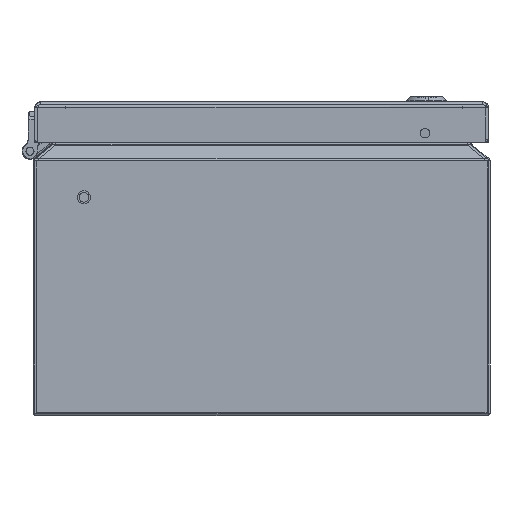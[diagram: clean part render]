
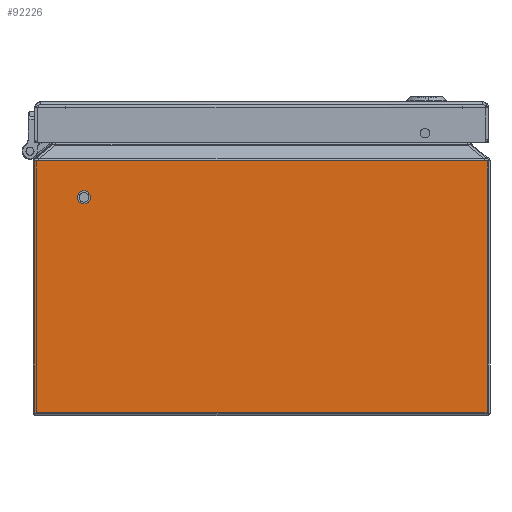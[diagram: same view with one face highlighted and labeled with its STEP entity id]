
A CAD part, front view. The second image highlights one B-rep face of the part: STEP entity #92226.
In plain terms, the highlighted planar face has unit normal (0, -1, 0).
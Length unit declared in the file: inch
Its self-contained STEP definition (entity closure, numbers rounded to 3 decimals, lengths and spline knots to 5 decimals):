
#2229 = CARTESIAN_POINT ( 'NONE',  ( 4.47, -18., 5.0437 ) ) ;
#2548 = CARTESIAN_POINT ( 'NONE',  ( 4.47, -18., 5.02012 ) ) ;
#3946 = AXIS2_PLACEMENT_3D ( 'NONE', #98065, #90524, #17592 ) ;
#6264 = ORIENTED_EDGE ( 'NONE', *, *, #46376, .T. ) ;
#6770 = CARTESIAN_POINT ( 'NONE',  ( -4.47, -18., 5.0437 ) ) ;
#7416 = ORIENTED_EDGE ( 'NONE', *, *, #84073, .T. ) ;
#8991 = CARTESIAN_POINT ( 'NONE',  ( 4.47, -18., 0.05 ) ) ;
#11943 = CARTESIAN_POINT ( 'NONE',  ( -4.47, -18., 0.05 ) ) ;
#16568 = LINE ( 'NONE', #2229, #104563 ) ;
#17592 = DIRECTION ( 'NONE',  ( 0., 0., 1. ) ) ;
#20287 = LINE ( 'NONE', #45706, #59859 ) ;
#25772 = VERTEX_POINT ( 'NONE', #2548 ) ;
#34138 = DIRECTION ( 'NONE',  ( 0., 0., -1. ) ) ;
#39805 = ORIENTED_EDGE ( 'NONE', *, *, #47608, .T. ) ;
#40848 = ORIENTED_EDGE ( 'NONE', *, *, #51181, .F. ) ;
#41714 = EDGE_LOOP ( 'NONE', ( #39805, #6264, #40848, #7416 ) ) ;
#45706 = CARTESIAN_POINT ( 'NONE',  ( 4.47, -18., 5.02012 ) ) ;
#46376 = EDGE_CURVE ( 'NONE', #100874, #63019, #105442, .T. ) ;
#47608 = EDGE_CURVE ( 'NONE', #91418, #100874, #72778, .T. ) ;
#51181 = EDGE_CURVE ( 'NONE', #25772, #63019, #16568, .T. ) ;
#54855 = PLANE ( 'NONE',  #3946 ) ;
#58487 = DIRECTION ( 'NONE',  ( 1., 0., 0. ) ) ;
#59859 = VECTOR ( 'NONE', #86707, 39.37008 ) ;
#59984 = VECTOR ( 'NONE', #58487, 39.37008 ) ;
#63019 = VERTEX_POINT ( 'NONE', #74835 ) ;
#69312 = FACE_OUTER_BOUND ( 'NONE', #41714, .T. ) ;
#72778 = LINE ( 'NONE', #6770, #89114 ) ;
#74835 = CARTESIAN_POINT ( 'NONE',  ( 4.47, -18., 0.05 ) ) ;
#84073 = EDGE_CURVE ( 'NONE', #25772, #91418, #20287, .T. ) ;
#86707 = DIRECTION ( 'NONE',  ( -1., 0., 0. ) ) ;
#87129 = DIRECTION ( 'NONE',  ( 0., 0., -1. ) ) ;
#89114 = VECTOR ( 'NONE', #87129, 39.37008 ) ;
#90524 = DIRECTION ( 'NONE',  ( 0., 1., 0. ) ) ;
#91343 = CARTESIAN_POINT ( 'NONE',  ( -4.47, -18., 5.02012 ) ) ;
#91418 = VERTEX_POINT ( 'NONE', #91343 ) ;
#92226 = ADVANCED_FACE ( 'NONE', ( #69312 ), #54855, .F. ) ;
#98065 = CARTESIAN_POINT ( 'NONE',  ( 4.47, -18., 5.0437 ) ) ;
#100874 = VERTEX_POINT ( 'NONE', #11943 ) ;
#104563 = VECTOR ( 'NONE', #34138, 39.37008 ) ;
#105442 = LINE ( 'NONE', #8991, #59984 ) ;
